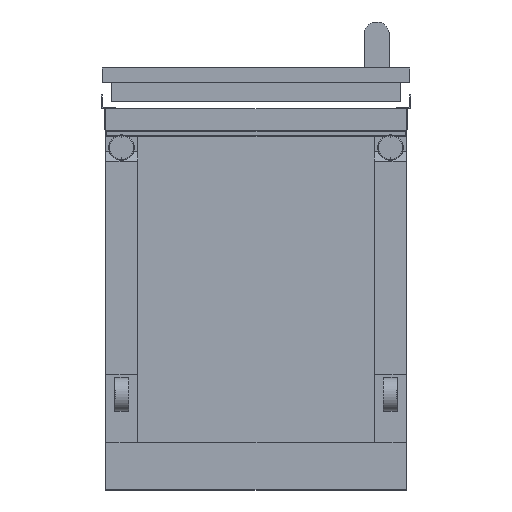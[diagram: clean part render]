
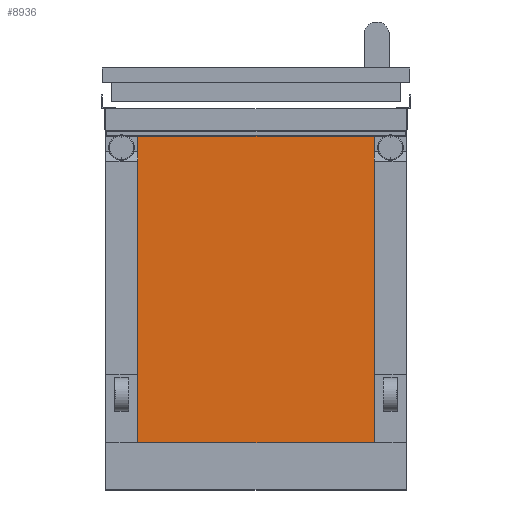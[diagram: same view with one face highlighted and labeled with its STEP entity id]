
A CAD part, front view. The second image highlights one B-rep face of the part: STEP entity #8936.
In plain terms, the highlighted planar face has unit normal (0, -1, 0).
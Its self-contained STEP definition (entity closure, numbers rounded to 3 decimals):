
#192 = EDGE_CURVE ( 'NONE', #1001, #1924, #1999, .T. ) ;
#242 = CARTESIAN_POINT ( 'NONE',  ( 616., -1025.85, -210.4 ) ) ;
#295 = VERTEX_POINT ( 'NONE', #1431 ) ;
#769 = VECTOR ( 'NONE', #4308, 1000. ) ;
#849 = DIRECTION ( 'NONE',  ( 1., 0., 0. ) ) ;
#896 = AXIS2_PLACEMENT_3D ( 'NONE', #5475, #7726, #2968 ) ;
#1001 = VERTEX_POINT ( 'NONE', #2713 ) ;
#1194 = CARTESIAN_POINT ( 'NONE',  ( 616., -1025.85, -280. ) ) ;
#1431 = CARTESIAN_POINT ( 'NONE',  ( 616., -1025.85, 240. ) ) ;
#1641 = EDGE_CURVE ( 'NONE', #5094, #295, #6286, .T. ) ;
#1902 = CARTESIAN_POINT ( 'NONE',  ( 268., -1025.85, 240. ) ) ;
#1924 = VERTEX_POINT ( 'NONE', #242 ) ;
#1946 = EDGE_LOOP ( 'NONE', ( #9335, #6953, #9902, #5097 ) ) ;
#1999 = LINE ( 'NONE', #5099, #4909 ) ;
#2656 = EDGE_CURVE ( 'NONE', #1924, #295, #3379, .T. ) ;
#2713 = CARTESIAN_POINT ( 'NONE',  ( 268., -1025.85, -210.4 ) ) ;
#2968 = DIRECTION ( 'NONE',  ( 0., 0., 1. ) ) ;
#3107 = PLANE ( 'NONE',  #896 ) ;
#3379 = LINE ( 'NONE', #1194, #769 ) ;
#3536 = DIRECTION ( 'NONE',  ( 1., 0., 0. ) ) ;
#3700 = VECTOR ( 'NONE', #9820, 1000. ) ;
#3801 = EDGE_CURVE ( 'NONE', #1001, #5094, #6783, .T. ) ;
#4308 = DIRECTION ( 'NONE',  ( 0., 0., 1. ) ) ;
#4909 = VECTOR ( 'NONE', #3536, 1000. ) ;
#5094 = VERTEX_POINT ( 'NONE', #1902 ) ;
#5097 = ORIENTED_EDGE ( 'NONE', *, *, #1641, .F. ) ;
#5099 = CARTESIAN_POINT ( 'NONE',  ( 663., -1025.85, -210.4 ) ) ;
#5475 = CARTESIAN_POINT ( 'NONE',  ( 616., -1025.85, -280. ) ) ;
#5556 = CARTESIAN_POINT ( 'NONE',  ( 616., -1025.85, 240. ) ) ;
#6286 = LINE ( 'NONE', #5556, #7267 ) ;
#6783 = LINE ( 'NONE', #9183, #3700 ) ;
#6953 = ORIENTED_EDGE ( 'NONE', *, *, #192, .T. ) ;
#7267 = VECTOR ( 'NONE', #849, 1000. ) ;
#7726 = DIRECTION ( 'NONE',  ( 0., 1., 0. ) ) ;
#8936 = ADVANCED_FACE ( 'NONE', ( #9883 ), #3107, .F. ) ;
#9183 = CARTESIAN_POINT ( 'NONE',  ( 268., -1025.85, -280. ) ) ;
#9335 = ORIENTED_EDGE ( 'NONE', *, *, #3801, .F. ) ;
#9820 = DIRECTION ( 'NONE',  ( 0., 0., 1. ) ) ;
#9883 = FACE_OUTER_BOUND ( 'NONE', #1946, .T. ) ;
#9902 = ORIENTED_EDGE ( 'NONE', *, *, #2656, .T. ) ;
